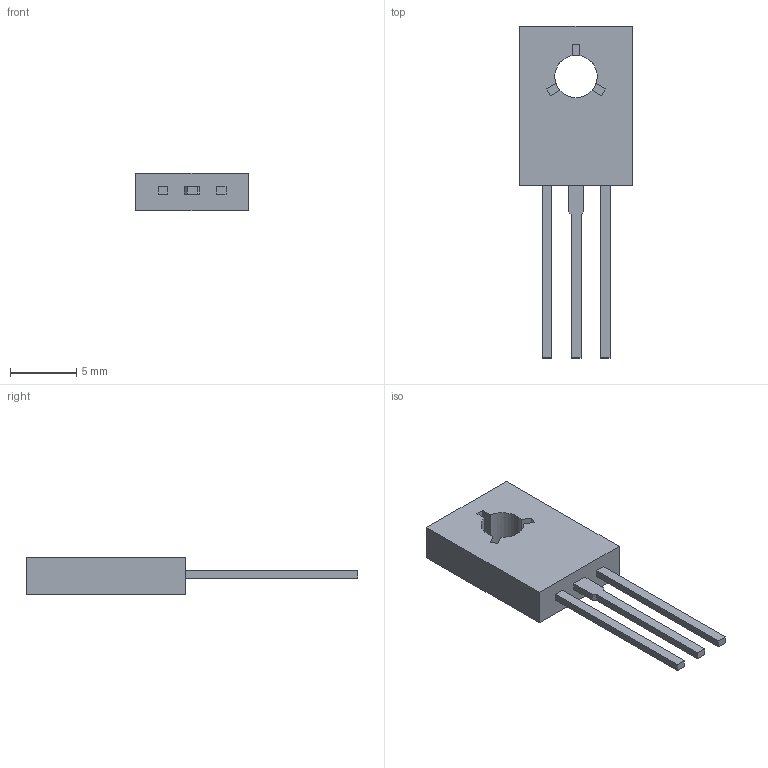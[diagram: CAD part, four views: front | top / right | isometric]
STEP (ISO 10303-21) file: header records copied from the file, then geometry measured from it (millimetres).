
FILE_DESCRIPTION (( 'STEP AP214' ), '1' );
FILE_NAME ('Transistor_TO-126_.STEP', '2020-05-16T08:44:44', ( '' ), ( '' ), 'SwSTEP 2.0', 'SolidWorks 2018', '' );
FILE_SCHEMA (( 'AUTOMOTIVE_DESIGN' ));
Length unit declared in the file: millimetre
Products named in the file (1): Transistor_TO-126_
Bounding box: 8.5 x 25 x 2.8 mm (x, y, z)
Volume: 276.1 mm3; surface area: 446.5 mm2
Topology: 1 solids, 1 shells, 44 faces, 114 edges, 76 vertices
Faces by surface type: plane 42, cylinder 2
Entity records: 1850 total; most frequent: CARTESIAN_POINT 235, ORIENTED_EDGE 228, DIRECTION 214, EDGE_CURVE 114, LINE 104, VECTOR 104, VERTEX_POINT 76, AXIS2_PLACEMENT_3D 55
